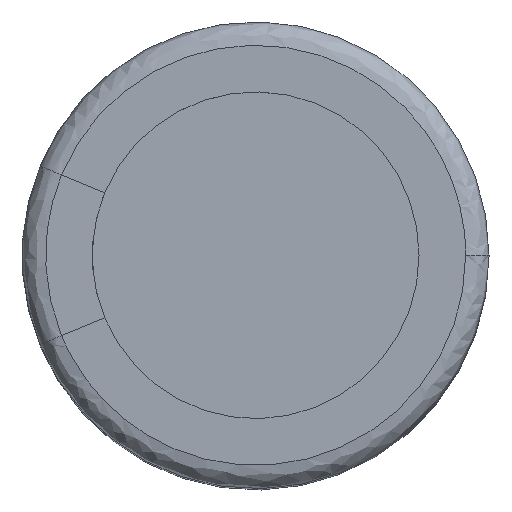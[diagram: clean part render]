
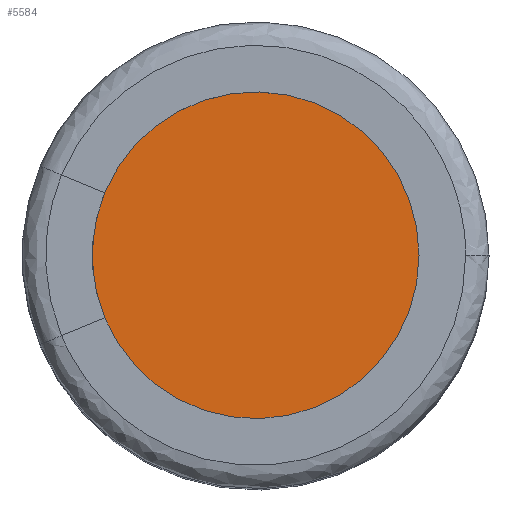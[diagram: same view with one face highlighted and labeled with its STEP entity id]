
A CAD part, top view. The second image highlights one B-rep face of the part: STEP entity #5584.
In plain terms, the highlighted planar face has unit normal (0, 0, 1).
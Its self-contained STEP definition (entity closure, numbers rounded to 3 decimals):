
#5156 = CYLINDRICAL_SURFACE('',#5157,2.38);
#5157 = AXIS2_PLACEMENT_3D('',#5158,#5159,#5160);
#5158 = CARTESIAN_POINT('',(0.,0.,-3.056));
#5159 = DIRECTION('',(0.,0.,1.));
#5160 = DIRECTION('',(1.,0.,0.));
#5209 = CYLINDRICAL_SURFACE('',#5210,2.38);
#5210 = AXIS2_PLACEMENT_3D('',#5211,#5212,#5213);
#5211 = CARTESIAN_POINT('',(0.,0.,-3.056));
#5212 = DIRECTION('',(0.,0.,1.));
#5213 = DIRECTION('',(1.,0.,0.));
#5268 = CYLINDRICAL_SURFACE('',#5269,2.38);
#5269 = AXIS2_PLACEMENT_3D('',#5270,#5271,#5272);
#5270 = CARTESIAN_POINT('',(0.,0.,-3.056));
#5271 = DIRECTION('',(0.,0.,1.));
#5272 = DIRECTION('',(1.,0.,0.));
#5305 = EDGE_CURVE('',#5306,#5308,#5310,.T.);
#5306 = VERTEX_POINT('',#5307);
#5307 = CARTESIAN_POINT('',(2.38,0.,12.3));
#5308 = VERTEX_POINT('',#5309);
#5309 = CARTESIAN_POINT('',(-2.199,-0.911,12.3));
#5310 = SURFACE_CURVE('',#5311,(#5316,#5323),.PCURVE_S1.);
#5311 = CIRCLE('',#5312,2.38);
#5312 = AXIS2_PLACEMENT_3D('',#5313,#5314,#5315);
#5313 = CARTESIAN_POINT('',(0.,0.,12.3));
#5314 = DIRECTION('',(0.,0.,-1.));
#5315 = DIRECTION('',(1.,0.,0.));
#5316 = PCURVE('',#5209,#5317);
#5317 = DEFINITIONAL_REPRESENTATION('',(#5318),#5322);
#5318 = LINE('',#5319,#5320);
#5319 = CARTESIAN_POINT('',(6.283,15.356));
#5320 = VECTOR('',#5321,1.);
#5321 = DIRECTION('',(-1.,0.));
#5322 = ( GEOMETRIC_REPRESENTATION_CONTEXT(2) 
PARAMETRIC_REPRESENTATION_CONTEXT() REPRESENTATION_CONTEXT('2D SPACE',''
  ) );
#5323 = PCURVE('',#5324,#5329);
#5324 = PLANE('',#5325);
#5325 = AXIS2_PLACEMENT_3D('',#5326,#5327,#5328);
#5326 = CARTESIAN_POINT('',(0.,0.,12.3));
#5327 = DIRECTION('',(0.,0.,1.));
#5328 = DIRECTION('',(1.,0.,0.));
#5329 = DEFINITIONAL_REPRESENTATION('',(#5330),#5338);
#5330 = ( BOUNDED_CURVE() B_SPLINE_CURVE(2,(#5331,#5332,#5333,#5334,
#5335,#5336,#5337),.UNSPECIFIED.,.T.,.F.) B_SPLINE_CURVE_WITH_KNOTS((1,2
    ,2,2,2,1),(-2.094,0.,2.094,4.189,
6.283,8.378),.UNSPECIFIED.) CURVE() 
GEOMETRIC_REPRESENTATION_ITEM() RATIONAL_B_SPLINE_CURVE((1.,0.5,1.,0.5,
1.,0.5,1.)) REPRESENTATION_ITEM('') );
#5331 = CARTESIAN_POINT('',(2.38,0.));
#5332 = CARTESIAN_POINT('',(2.38,-4.122));
#5333 = CARTESIAN_POINT('',(-1.19,-2.061));
#5334 = CARTESIAN_POINT('',(-4.76,0.));
#5335 = CARTESIAN_POINT('',(-1.19,2.061));
#5336 = CARTESIAN_POINT('',(2.38,4.122));
#5337 = CARTESIAN_POINT('',(2.38,0.));
#5338 = ( GEOMETRIC_REPRESENTATION_CONTEXT(2) 
PARAMETRIC_REPRESENTATION_CONTEXT() REPRESENTATION_CONTEXT('2D SPACE',''
  ) );
#5453 = VERTEX_POINT('',#5454);
#5454 = CARTESIAN_POINT('',(-2.199,0.911,12.3));
#5499 = EDGE_CURVE('',#5453,#5306,#5500,.T.);
#5500 = SURFACE_CURVE('',#5501,(#5506,#5513),.PCURVE_S1.);
#5501 = CIRCLE('',#5502,2.38);
#5502 = AXIS2_PLACEMENT_3D('',#5503,#5504,#5505);
#5503 = CARTESIAN_POINT('',(0.,0.,12.3));
#5504 = DIRECTION('',(0.,0.,-1.));
#5505 = DIRECTION('',(1.,0.,0.));
#5506 = PCURVE('',#5156,#5507);
#5507 = DEFINITIONAL_REPRESENTATION('',(#5508),#5512);
#5508 = LINE('',#5509,#5510);
#5509 = CARTESIAN_POINT('',(6.283,15.356));
#5510 = VECTOR('',#5511,1.);
#5511 = DIRECTION('',(-1.,0.));
#5512 = ( GEOMETRIC_REPRESENTATION_CONTEXT(2) 
PARAMETRIC_REPRESENTATION_CONTEXT() REPRESENTATION_CONTEXT('2D SPACE',''
  ) );
#5513 = PCURVE('',#5324,#5514);
#5514 = DEFINITIONAL_REPRESENTATION('',(#5515),#5523);
#5515 = ( BOUNDED_CURVE() B_SPLINE_CURVE(2,(#5516,#5517,#5518,#5519,
#5520,#5521,#5522),.UNSPECIFIED.,.T.,.F.) B_SPLINE_CURVE_WITH_KNOTS((1,2
    ,2,2,2,1),(-2.094,0.,2.094,4.189,
6.283,8.378),.UNSPECIFIED.) CURVE() 
GEOMETRIC_REPRESENTATION_ITEM() RATIONAL_B_SPLINE_CURVE((1.,0.5,1.,0.5,
1.,0.5,1.)) REPRESENTATION_ITEM('') );
#5516 = CARTESIAN_POINT('',(2.38,0.));
#5517 = CARTESIAN_POINT('',(2.38,-4.122));
#5518 = CARTESIAN_POINT('',(-1.19,-2.061));
#5519 = CARTESIAN_POINT('',(-4.76,0.));
#5520 = CARTESIAN_POINT('',(-1.19,2.061));
#5521 = CARTESIAN_POINT('',(2.38,4.122));
#5522 = CARTESIAN_POINT('',(2.38,0.));
#5523 = ( GEOMETRIC_REPRESENTATION_CONTEXT(2) 
PARAMETRIC_REPRESENTATION_CONTEXT() REPRESENTATION_CONTEXT('2D SPACE',''
  ) );
#5528 = EDGE_CURVE('',#5308,#5529,#5531,.T.);
#5529 = VERTEX_POINT('',#5530);
#5530 = CARTESIAN_POINT('',(-2.38,0.,12.3));
#5531 = SURFACE_CURVE('',#5532,(#5537,#5544),.PCURVE_S1.);
#5532 = CIRCLE('',#5533,2.38);
#5533 = AXIS2_PLACEMENT_3D('',#5534,#5535,#5536);
#5534 = CARTESIAN_POINT('',(0.,0.,12.3));
#5535 = DIRECTION('',(0.,0.,-1.));
#5536 = DIRECTION('',(1.,0.,0.));
#5537 = PCURVE('',#5268,#5538);
#5538 = DEFINITIONAL_REPRESENTATION('',(#5539),#5543);
#5539 = LINE('',#5540,#5541);
#5540 = CARTESIAN_POINT('',(6.283,15.356));
#5541 = VECTOR('',#5542,1.);
#5542 = DIRECTION('',(-1.,0.));
#5543 = ( GEOMETRIC_REPRESENTATION_CONTEXT(2) 
PARAMETRIC_REPRESENTATION_CONTEXT() REPRESENTATION_CONTEXT('2D SPACE',''
  ) );
#5544 = PCURVE('',#5324,#5545);
#5545 = DEFINITIONAL_REPRESENTATION('',(#5546),#5554);
#5546 = ( BOUNDED_CURVE() B_SPLINE_CURVE(2,(#5547,#5548,#5549,#5550,
#5551,#5552,#5553),.UNSPECIFIED.,.T.,.F.) B_SPLINE_CURVE_WITH_KNOTS((1,2
    ,2,2,2,1),(-2.094,0.,2.094,4.189,
6.283,8.378),.UNSPECIFIED.) CURVE() 
GEOMETRIC_REPRESENTATION_ITEM() RATIONAL_B_SPLINE_CURVE((1.,0.5,1.,0.5,
1.,0.5,1.)) REPRESENTATION_ITEM('') );
#5547 = CARTESIAN_POINT('',(2.38,0.));
#5548 = CARTESIAN_POINT('',(2.38,-4.122));
#5549 = CARTESIAN_POINT('',(-1.19,-2.061));
#5550 = CARTESIAN_POINT('',(-4.76,0.));
#5551 = CARTESIAN_POINT('',(-1.19,2.061));
#5552 = CARTESIAN_POINT('',(2.38,4.122));
#5553 = CARTESIAN_POINT('',(2.38,0.));
#5554 = ( GEOMETRIC_REPRESENTATION_CONTEXT(2) 
PARAMETRIC_REPRESENTATION_CONTEXT() REPRESENTATION_CONTEXT('2D SPACE',''
  ) );
#5559 = EDGE_CURVE('',#5529,#5453,#5560,.T.);
#5560 = SURFACE_CURVE('',#5561,(#5566,#5573),.PCURVE_S1.);
#5561 = CIRCLE('',#5562,2.38);
#5562 = AXIS2_PLACEMENT_3D('',#5563,#5564,#5565);
#5563 = CARTESIAN_POINT('',(0.,0.,12.3));
#5564 = DIRECTION('',(0.,0.,-1.));
#5565 = DIRECTION('',(1.,0.,0.));
#5566 = PCURVE('',#5268,#5567);
#5567 = DEFINITIONAL_REPRESENTATION('',(#5568),#5572);
#5568 = LINE('',#5569,#5570);
#5569 = CARTESIAN_POINT('',(6.283,15.356));
#5570 = VECTOR('',#5571,1.);
#5571 = DIRECTION('',(-1.,0.));
#5572 = ( GEOMETRIC_REPRESENTATION_CONTEXT(2) 
PARAMETRIC_REPRESENTATION_CONTEXT() REPRESENTATION_CONTEXT('2D SPACE',''
  ) );
#5573 = PCURVE('',#5324,#5574);
#5574 = DEFINITIONAL_REPRESENTATION('',(#5575),#5583);
#5575 = ( BOUNDED_CURVE() B_SPLINE_CURVE(2,(#5576,#5577,#5578,#5579,
#5580,#5581,#5582),.UNSPECIFIED.,.T.,.F.) B_SPLINE_CURVE_WITH_KNOTS((1,2
    ,2,2,2,1),(-2.094,0.,2.094,4.189,
6.283,8.378),.UNSPECIFIED.) CURVE() 
GEOMETRIC_REPRESENTATION_ITEM() RATIONAL_B_SPLINE_CURVE((1.,0.5,1.,0.5,
1.,0.5,1.)) REPRESENTATION_ITEM('') );
#5576 = CARTESIAN_POINT('',(2.38,0.));
#5577 = CARTESIAN_POINT('',(2.38,-4.122));
#5578 = CARTESIAN_POINT('',(-1.19,-2.061));
#5579 = CARTESIAN_POINT('',(-4.76,0.));
#5580 = CARTESIAN_POINT('',(-1.19,2.061));
#5581 = CARTESIAN_POINT('',(2.38,4.122));
#5582 = CARTESIAN_POINT('',(2.38,0.));
#5583 = ( GEOMETRIC_REPRESENTATION_CONTEXT(2) 
PARAMETRIC_REPRESENTATION_CONTEXT() REPRESENTATION_CONTEXT('2D SPACE',''
  ) );
#5584 = ADVANCED_FACE('',(#5585),#5324,.T.);
#5585 = FACE_BOUND('',#5586,.T.);
#5586 = EDGE_LOOP('',(#5587,#5588,#5589,#5590));
#5587 = ORIENTED_EDGE('',*,*,#5305,.F.);
#5588 = ORIENTED_EDGE('',*,*,#5499,.F.);
#5589 = ORIENTED_EDGE('',*,*,#5559,.F.);
#5590 = ORIENTED_EDGE('',*,*,#5528,.F.);
